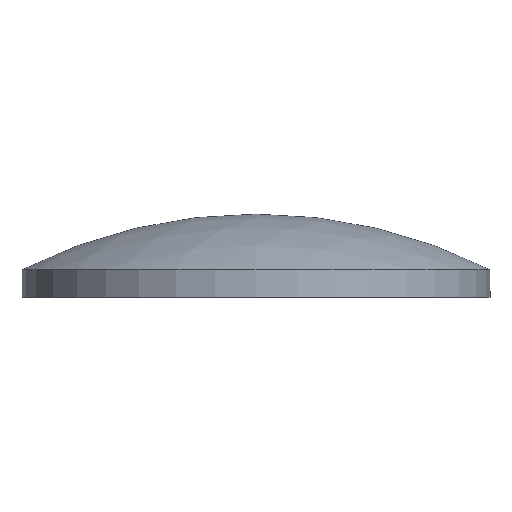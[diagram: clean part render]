
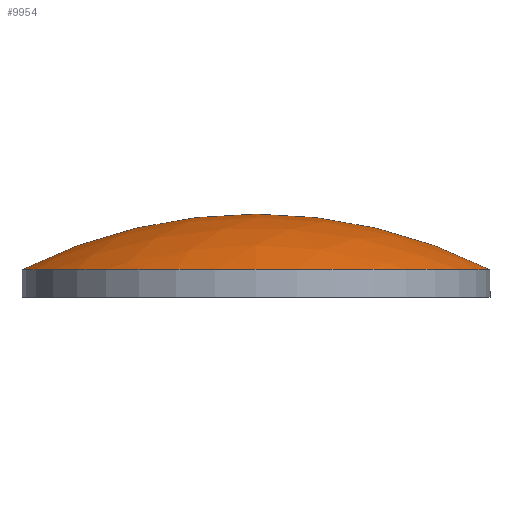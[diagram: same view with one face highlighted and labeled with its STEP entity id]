
A CAD part, top view. The second image highlights one B-rep face of the part: STEP entity #9954.
In plain terms, the highlighted spherical face has radius 37.49 mm.
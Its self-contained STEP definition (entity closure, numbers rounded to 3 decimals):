
#810 = CARTESIAN_POINT ( 'NONE',  ( 16.85, 2., 0. ) ) ;
#1555 = ORIENTED_EDGE ( 'NONE', *, *, #8923, .T. ) ;
#1677 = CARTESIAN_POINT ( 'NONE',  ( 0., 2., 0. ) ) ;
#2077 = CARTESIAN_POINT ( 'NONE',  ( 0., -31.49, 0. ) ) ;
#3038 = CARTESIAN_POINT ( 'NONE',  ( 0., -31.49, 0. ) ) ;
#3289 = ORIENTED_EDGE ( 'NONE', *, *, #5535, .F. ) ;
#3461 = CARTESIAN_POINT ( 'NONE',  ( 0., 6., 0. ) ) ;
#3491 = AXIS2_PLACEMENT_3D ( 'NONE', #3038, #8222, #4132 ) ;
#3708 = AXIS2_PLACEMENT_3D ( 'NONE', #2077, #9447, #11603 ) ;
#4132 = DIRECTION ( 'NONE',  ( -1., 0., 0. ) ) ;
#4885 = AXIS2_PLACEMENT_3D ( 'NONE', #1677, #10043, #11104 ) ;
#5180 = DIRECTION ( 'NONE',  ( 1., 0., 0. ) ) ;
#5447 = VERTEX_POINT ( 'NONE', #6665 ) ;
#5535 = EDGE_CURVE ( 'NONE', #9889, #5447, #8528, .T. ) ;
#5642 = EDGE_CURVE ( 'NONE', #8751, #9889, #9184, .T. ) ;
#6665 = CARTESIAN_POINT ( 'NONE',  ( -16.85, 2., 0. ) ) ;
#8222 = DIRECTION ( 'NONE',  ( 0., 0., -1. ) ) ;
#8309 = DIRECTION ( 'NONE',  ( 0., 0., 1. ) ) ;
#8528 = CIRCLE ( 'NONE', #4885, 16.85 ) ;
#8751 = VERTEX_POINT ( 'NONE', #3461 ) ;
#8923 = EDGE_CURVE ( 'NONE', #8751, #5447, #9144, .T. ) ;
#9144 = CIRCLE ( 'NONE', #11959, 37.49 ) ;
#9184 = CIRCLE ( 'NONE', #3491, 37.49 ) ;
#9447 = DIRECTION ( 'NONE',  ( 0., 0., 1. ) ) ;
#9889 = VERTEX_POINT ( 'NONE', #810 ) ;
#9954 = ADVANCED_FACE ( 'NONE', ( #12576 ), #12895, .T. ) ;
#10043 = DIRECTION ( 'NONE',  ( 0., -1., 0. ) ) ;
#11104 = DIRECTION ( 'NONE',  ( 1., 0., 0. ) ) ;
#11398 = CARTESIAN_POINT ( 'NONE',  ( 0., -31.49, 0. ) ) ;
#11603 = DIRECTION ( 'NONE',  ( 1., 0., 0. ) ) ;
#11959 = AXIS2_PLACEMENT_3D ( 'NONE', #11398, #8309, #5180 ) ;
#12576 = FACE_OUTER_BOUND ( 'NONE', #13234, .T. ) ;
#12895 = SPHERICAL_SURFACE ( 'NONE', #3708, 37.49 ) ;
#13231 = ORIENTED_EDGE ( 'NONE', *, *, #5642, .F. ) ;
#13234 = EDGE_LOOP ( 'NONE', ( #13231, #1555, #3289 ) ) ;
